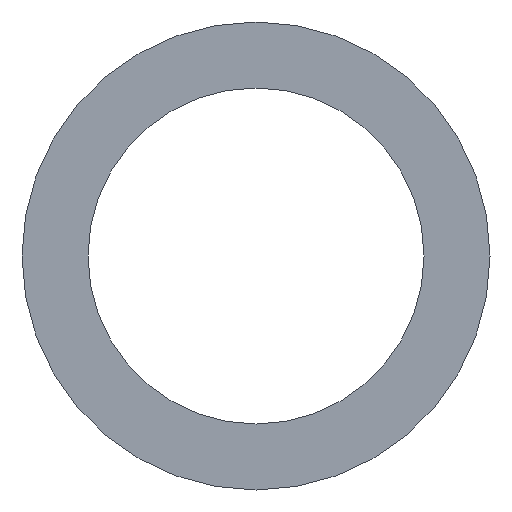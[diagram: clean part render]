
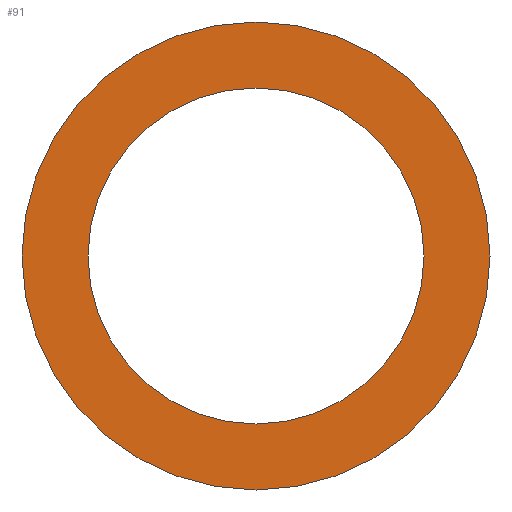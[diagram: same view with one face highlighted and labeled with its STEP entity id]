
A CAD part, front view. The second image highlights one B-rep face of the part: STEP entity #91.
In plain terms, the highlighted planar face has unit normal (0, -1, 0).
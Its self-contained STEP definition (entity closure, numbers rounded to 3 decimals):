
#2=CARTESIAN_POINT('',(0.,0.,0.));
#3=DIRECTION('',(0.,1.,0.));
#4=DIRECTION('',(1.,0.,0.));
#5=AXIS2_PLACEMENT_3D('',#2,#3,#4);
#7=CARTESIAN_POINT('',(0.,0.,0.));
#8=DIRECTION('',(0.,-1.,0.));
#9=DIRECTION('',(1.,0.,0.));
#10=AXIS2_PLACEMENT_3D('',#7,#8,#9);
#40=CARTESIAN_POINT('',(0.,0.,0.));
#41=DIRECTION('',(0.,1.,0.));
#42=DIRECTION('',(1.,0.,0.));
#43=AXIS2_PLACEMENT_3D('',#40,#41,#42);
#49=CARTESIAN_POINT('',(0.,0.,0.));
#50=DIRECTION('',(0.,-1.,0.));
#51=DIRECTION('',(1.,0.,0.));
#52=AXIS2_PLACEMENT_3D('',#49,#50,#51);
#58=CARTESIAN_POINT('',(1.95,0.,0.));
#60=VERTEX_POINT('',#58);
#63=CARTESIAN_POINT('',(1.4,0.,0.));
#65=VERTEX_POINT('',#63);
#66=CARTESIAN_POINT('',(-1.95,0.,0.));
#68=VERTEX_POINT('',#66);
#71=CARTESIAN_POINT('',(-1.4,0.,0.));
#73=VERTEX_POINT('',#71);
#74=CARTESIAN_POINT('',(0.,0.,0.));
#75=DIRECTION('',(0.,1.,0.));
#76=DIRECTION('',(1.,0.,0.));
#77=AXIS2_PLACEMENT_3D('',#74,#75,#76);
#78=PLANE('',#77);
#80=ORIENTED_EDGE('',*,*,#79,.F.);
#82=ORIENTED_EDGE('',*,*,#81,.T.);
#83=EDGE_LOOP('',(#80,#82));
#84=FACE_OUTER_BOUND('',#83,.F.);
#86=ORIENTED_EDGE('',*,*,#85,.F.);
#88=ORIENTED_EDGE('',*,*,#87,.T.);
#89=EDGE_LOOP('',(#86,#88));
#90=FACE_BOUND('',#89,.F.);
#91=ADVANCED_FACE('',(#84,#90),#78,.F.);
#6=CIRCLE('',#5,1.4);
#11=CIRCLE('',#10,1.4);
#44=CIRCLE('',#43,1.95);
#53=CIRCLE('',#52,1.95);
#79=EDGE_CURVE('',#60,#68,#53,.T.);
#81=EDGE_CURVE('',#60,#68,#44,.T.);
#85=EDGE_CURVE('',#65,#73,#6,.T.);
#87=EDGE_CURVE('',#65,#73,#11,.T.);
